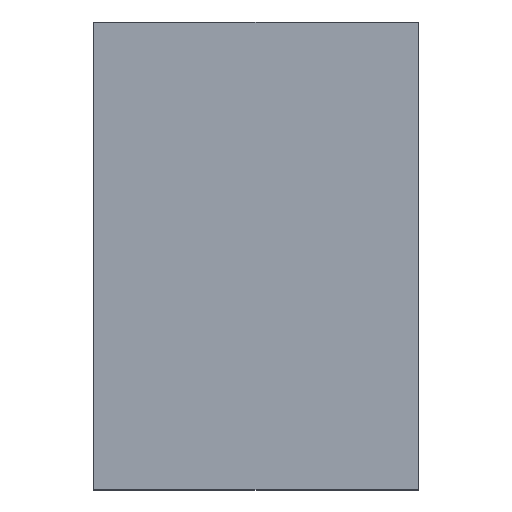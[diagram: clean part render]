
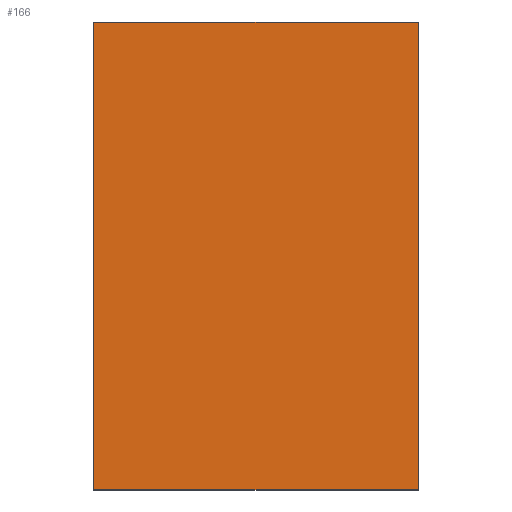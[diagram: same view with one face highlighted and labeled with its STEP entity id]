
A CAD part, top view. The second image highlights one B-rep face of the part: STEP entity #166.
In plain terms, the highlighted planar face has unit normal (0, 0, 1).
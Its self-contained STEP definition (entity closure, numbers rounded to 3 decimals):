
#24=FACE_OUTER_BOUND('',#34,.T.);
#34=EDGE_LOOP('',(#143,#144,#145,#146));
#48=LINE('',#262,#68);
#51=LINE('',#267,#71);
#52=LINE('',#271,#72);
#54=LINE('',#274,#74);
#68=VECTOR('',#216,10.);
#71=VECTOR('',#221,10.);
#72=VECTOR('',#226,10.);
#74=VECTOR('',#230,10.);
#83=VERTEX_POINT('',#259);
#84=VERTEX_POINT('',#261);
#85=VERTEX_POINT('',#265);
#86=VERTEX_POINT('',#270);
#100=EDGE_CURVE('',#84,#83,#48,.T.);
#103=EDGE_CURVE('',#83,#85,#51,.T.);
#104=EDGE_CURVE('',#86,#84,#52,.T.);
#106=EDGE_CURVE('',#85,#86,#54,.T.);
#143=ORIENTED_EDGE('',*,*,#100,.T.);
#144=ORIENTED_EDGE('',*,*,#103,.T.);
#145=ORIENTED_EDGE('',*,*,#106,.T.);
#146=ORIENTED_EDGE('',*,*,#104,.T.);
#156=PLANE('',#190);
#166=ADVANCED_FACE('',(#24),#156,.T.);
#190=AXIS2_PLACEMENT_3D('',#275,#231,#232);
#216=DIRECTION('',(-1.,0.,0.));
#221=DIRECTION('',(0.,-1.,0.));
#226=DIRECTION('',(0.,1.,0.));
#230=DIRECTION('',(1.,0.,0.));
#231=DIRECTION('center_axis',(0.,0.,1.));
#232=DIRECTION('ref_axis',(1.,0.,0.));
#259=CARTESIAN_POINT('',(-0.59,0.85,0.85));
#261=CARTESIAN_POINT('',(0.59,0.85,0.85));
#262=CARTESIAN_POINT('',(-0.59,0.85,0.85));
#265=CARTESIAN_POINT('',(-0.59,-0.85,0.85));
#267=CARTESIAN_POINT('',(-0.59,-0.85,0.85));
#270=CARTESIAN_POINT('',(0.59,-0.85,0.85));
#271=CARTESIAN_POINT('',(0.59,0.85,0.85));
#274=CARTESIAN_POINT('',(0.59,-0.85,0.85));
#275=CARTESIAN_POINT('Origin',(0.,0.,0.85));
